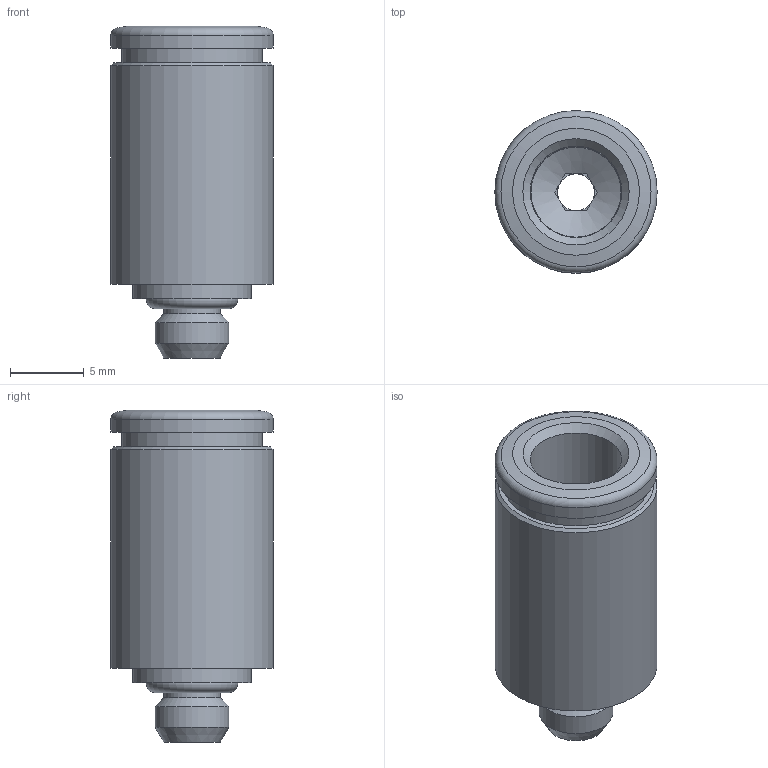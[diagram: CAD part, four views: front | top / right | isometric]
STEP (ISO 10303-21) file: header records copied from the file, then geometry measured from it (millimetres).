
FILE_DESCRIPTION(/* description */ (''),/* implementation_level */ '2;1');
FILE_NAME(/* name */ 'V200100_IPSO_01FKM_6_M5_23.04.2015',/* time_stamp */ '2015-04-23T10:13:43+02:00',/* author */ (''),/* organization */ ('sopra-pneumatic'),/* preprocessor_version */ 'ST-DEVELOPER v14',/* originating_system */ 'HiCAD 2013 1802.4 Build 509',/* authorisation */ '');
FILE_SCHEMA (('AUTOMOTIVE_DESIGN { 1 0 10303 214 1 1 1 1 }'));
Length unit declared in the file: millimetre
Products named in the file (4): Root; DR6_NEU; OR 4X1.2; R200100-N_IPSO_01_6_M5
Assembly tree (3 placements, depth 2):
  Root
    DR6_NEU
    OR 4X1.2
    R200100-N_IPSO_01_6_M5
Bounding box: 11 x 11 x 22.5 mm (x, y, z)
Volume: 1051.3 mm3; surface area: 1790.7 mm2
Topology: 3 solids, 3 shells, 49 faces, 100 edges, 60 vertices
Faces by surface type: plane 21, cylinder 12, cone 12, torus 4
Full cylindrical faces by diameter (mm): 2.5 x1, 3.8 x1, 5 x1, 6.1 x1, 6.2 x1, 8 x1, 8.3 x1, 9 x1, 9.5 x1, 9.6 x1, 11 x2
Entity records: 1819 total; most frequent: DIRECTION 222, CARTESIAN_POINT 173, PRESENTATION_STYLE_ASSIGNMENT 133, COLOUR_RGB 132, DRAUGHTING_PRE_DEFINED_CURVE_FONT 130, CURVE_STYLE 130, OVER_RIDING_STYLED_ITEM 130, ORIENTED_EDGE 130
